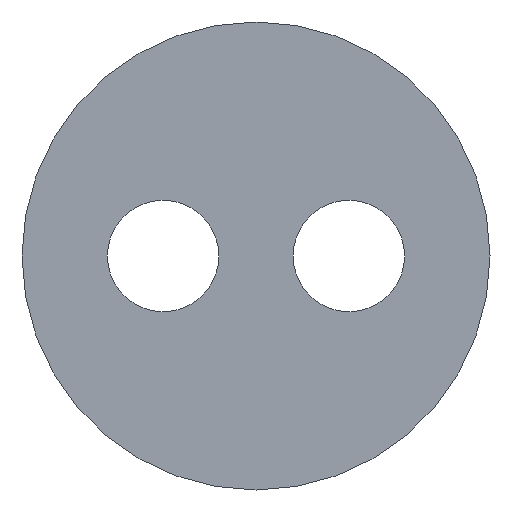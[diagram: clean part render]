
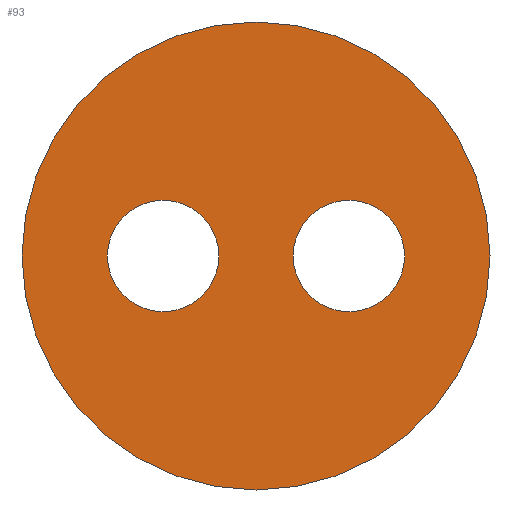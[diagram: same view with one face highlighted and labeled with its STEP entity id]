
A CAD part, left-side view. The second image highlights one B-rep face of the part: STEP entity #93.
In plain terms, the highlighted planar face has unit normal (-1, 0, 0).
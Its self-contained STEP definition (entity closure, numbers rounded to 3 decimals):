
#93 = ADVANCED_FACE( '', ( #197, #198, #199 ), #200, .F. );
#197 = FACE_BOUND( '', #306, .T. );
#198 = FACE_BOUND( '', #307, .T. );
#199 = FACE_OUTER_BOUND( '', #308, .T. );
#200 = PLANE( '', #309 );
#306 = EDGE_LOOP( '', ( #533 ) );
#307 = EDGE_LOOP( '', ( #534 ) );
#308 = EDGE_LOOP( '', ( #535 ) );
#309 = AXIS2_PLACEMENT_3D( '', #536, #537, #538 );
#533 = ORIENTED_EDGE( '', *, *, #719, .T. );
#534 = ORIENTED_EDGE( '', *, *, #656, .T. );
#535 = ORIENTED_EDGE( '', *, *, #712, .F. );
#536 = CARTESIAN_POINT( '', ( 0., 0., 0. ) );
#537 = DIRECTION( '', ( 1., 0., 0. ) );
#538 = DIRECTION( '', ( 0., 0., -1. ) );
#656 = EDGE_CURVE( '', #788, #788, #789, .T. );
#712 = EDGE_CURVE( '', #873, #873, #874, .T. );
#719 = EDGE_CURVE( '', #881, #881, #882, .T. );
#788 = VERTEX_POINT( '', #968 );
#789 = CIRCLE( '', #969, 1.5 );
#873 = VERTEX_POINT( '', #1082 );
#874 = CIRCLE( '', #1083, 6.3 );
#881 = VERTEX_POINT( '', #1093 );
#882 = CIRCLE( '', #1094, 1.5 );
#968 = CARTESIAN_POINT( '', ( 0., 2.5, -1.5 ) );
#969 = AXIS2_PLACEMENT_3D( '', #1150, #1151, #1152 );
#1082 = CARTESIAN_POINT( '', ( 0., 0., -6.3 ) );
#1083 = AXIS2_PLACEMENT_3D( '', #1230, #1231, #1232 );
#1093 = CARTESIAN_POINT( '', ( 0., -2.5, -1.5 ) );
#1094 = AXIS2_PLACEMENT_3D( '', #1236, #1237, #1238 );
#1150 = CARTESIAN_POINT( '', ( 0., 2.5, 0. ) );
#1151 = DIRECTION( '', ( 1., 0., 0. ) );
#1152 = DIRECTION( '', ( 0., 0., -1. ) );
#1230 = CARTESIAN_POINT( '', ( 0., 0., 0. ) );
#1231 = DIRECTION( '', ( 1., 0., 0. ) );
#1232 = DIRECTION( '', ( 0., 0., -1. ) );
#1236 = CARTESIAN_POINT( '', ( 0., -2.5, 0. ) );
#1237 = DIRECTION( '', ( 1., 0., 0. ) );
#1238 = DIRECTION( '', ( 0., 0., -1. ) );
